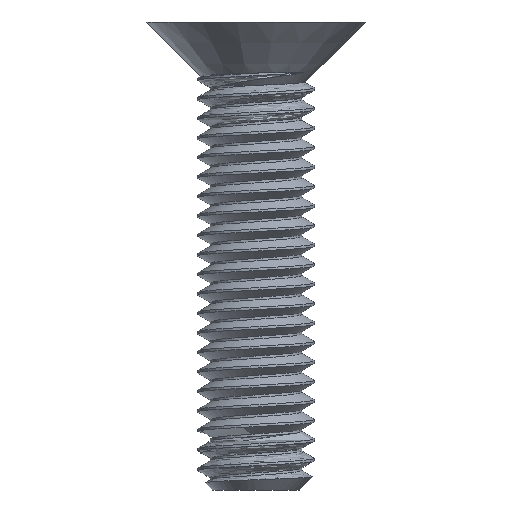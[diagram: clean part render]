
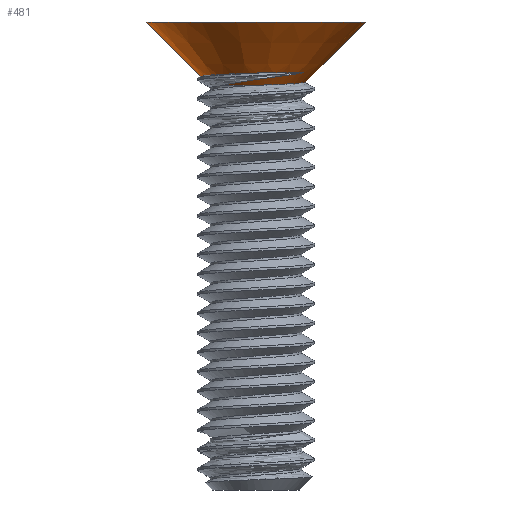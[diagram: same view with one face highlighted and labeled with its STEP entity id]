
A CAD part, left-side view. The second image highlights one B-rep face of the part: STEP entity #481.
In plain terms, the highlighted conical face has half-angle 45 degrees and reference radius 1.5 mm.
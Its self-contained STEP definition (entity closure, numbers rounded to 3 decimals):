
#141 = CARTESIAN_POINT ( 'NONE',  ( -1.126, -0.917, 0.3 ) ) ;
#167 = CARTESIAN_POINT ( 'NONE',  ( -1.043, -0.62, 0.052 ) ) ;
#171 = CARTESIAN_POINT ( 'NONE',  ( -1.155, 0.479, 0.097 ) ) ;
#198 = CARTESIAN_POINT ( 'NONE',  ( 0., 2.8, 1.65 ) ) ;
#200 = B_SPLINE_CURVE_WITH_KNOTS ( 'NONE', 3,
 ( #1764, #3353, #995, #167, #1400, #1014, #1368, #1419, #1752, #4525 ),
 .UNSPECIFIED., .F., .F.,
 ( 4, 2, 2, 2, 4 ),
 ( 0., 0., 0.001, 0.001, 0.002 ),
 .UNSPECIFIED. ) ;
#268 = VERTEX_POINT ( 'NONE', #2753 ) ;
#364 = EDGE_CURVE ( 'NONE', #2356, #4820, #4808, .T. ) ;
#400 = CARTESIAN_POINT ( 'NONE',  ( -1.351, 0.592, 0.321 ) ) ;
#481 = ADVANCED_FACE ( 'NONE', ( #3981 ), #2914, .T. ) ;
#485 = CARTESIAN_POINT ( 'NONE',  ( 0., 1.5, 0.35 ) ) ;
#594 = CARTESIAN_POINT ( 'NONE',  ( -0.906, 0.779, 0.041 ) ) ;
#639 = B_SPLINE_CURVE_WITH_KNOTS ( 'NONE', 3,
 ( #4302, #5067, #4650, #2319, #2712, #2675 ),
 .UNSPECIFIED., .F., .F.,
 ( 4, 2, 4 ),
 ( 0., 0., 0.001 ),
 .UNSPECIFIED. ) ;
#645 = DIRECTION ( 'NONE',  ( 0., -1., 0. ) ) ;
#671 = CARTESIAN_POINT ( 'NONE',  ( -1.175, -0.003, 0.025 ) ) ;
#725 = CARTESIAN_POINT ( 'NONE',  ( -0.208, 1.408, 0.27 ) ) ;
#754 = CIRCLE ( 'NONE', #1462, 2.8 ) ;
#796 = CARTESIAN_POINT ( 'NONE',  ( -1.393, 0.495, 0.324 ) ) ;
#995 = CARTESIAN_POINT ( 'NONE',  ( -1.156, -0.323, 0.039 ) ) ;
#1014 = CARTESIAN_POINT ( 'NONE',  ( -0.738, -0.987, 0.072 ) ) ;
#1069 = DIRECTION ( 'NONE',  ( 0., 0., -1. ) ) ;
#1130 = CARTESIAN_POINT ( 'NONE',  ( -0.515, 1.339, 0.281 ) ) ;
#1255 = DIRECTION ( 'NONE',  ( 0., -1., 0. ) ) ;
#1305 = EDGE_LOOP ( 'NONE', ( #1880, #2006, #5153, #2045, #3552, #2413, #3230, #2161 ) ) ;
#1337 = CARTESIAN_POINT ( 'NONE',  ( -1.013, -1.076, 0.325 ) ) ;
#1353 = CARTESIAN_POINT ( 'NONE',  ( -1.288, -0.561, 0.252 ) ) ;
#1368 = CARTESIAN_POINT ( 'NONE',  ( -0.605, -1.081, 0.079 ) ) ;
#1386 = CARTESIAN_POINT ( 'NONE',  ( -1.101, 0.563, 0.083 ) ) ;
#1400 = CARTESIAN_POINT ( 'NONE',  ( -0.955, -0.757, 0.058 ) ) ;
#1419 = CARTESIAN_POINT ( 'NONE',  ( -0.317, -1.211, 0.092 ) ) ;
#1421 = EDGE_CURVE ( 'NONE', #3686, #268, #200, .T. ) ;
#1462 = AXIS2_PLACEMENT_3D ( 'NONE', #1835, #2611, #645 ) ;
#1480 = CARTESIAN_POINT ( 'NONE',  ( 0., -2.8, 1.65 ) ) ;
#1595 = CARTESIAN_POINT ( 'NONE',  ( -0.876, -1.218, 0.35 ) ) ;
#1746 = VERTEX_POINT ( 'NONE', #5096 ) ;
#1752 = CARTESIAN_POINT ( 'NONE',  ( -0.158, -1.249, 0.099 ) ) ;
#1764 = CARTESIAN_POINT ( 'NONE',  ( -1.175, -0.003, 0.025 ) ) ;
#1766 = CARTESIAN_POINT ( 'NONE',  ( -0.876, -1.218, 0.35 ) ) ;
#1782 = CARTESIAN_POINT ( 'NONE',  ( -1.176, -0.831, 0.287 ) ) ;
#1807 = CARTESIAN_POINT ( 'NONE',  ( 0., -1.5, 0.35 ) ) ;
#1835 = CARTESIAN_POINT ( 'NONE',  ( 0., 0., 1.65 ) ) ;
#1880 = ORIENTED_EDGE ( 'NONE', *, *, #364, .F. ) ;
#1917 = CARTESIAN_POINT ( 'NONE',  ( 0., 1.413, 0.263 ) ) ;
#2006 = ORIENTED_EDGE ( 'NONE', *, *, #2436, .T. ) ;
#2037 = VECTOR ( 'NONE', #2477, 1000. ) ;
#2045 = ORIENTED_EDGE ( 'NONE', *, *, #3568, .T. ) ;
#2161 = ORIENTED_EDGE ( 'NONE', *, *, #4383, .F. ) ;
#2168 = CARTESIAN_POINT ( 'NONE',  ( -1.338, -0.27, 0.212 ) ) ;
#2319 = CARTESIAN_POINT ( 'NONE',  ( -1.145, 0.308, 0.025 ) ) ;
#2349 = CARTESIAN_POINT ( 'NONE',  ( -1.248, 0.773, 0.314 ) ) ;
#2356 = VERTEX_POINT ( 'NONE', #1917 ) ;
#2413 = ORIENTED_EDGE ( 'NONE', *, *, #1421, .T. ) ;
#2436 = EDGE_CURVE ( 'NONE', #2356, #1746, #2606, .T. ) ;
#2477 = DIRECTION ( 'NONE',  ( 0., 0.707, 0.707 ) ) ;
#2550 = LINE ( 'NONE', #1807, #4660 ) ;
#2564 = CARTESIAN_POINT ( 'NONE',  ( -0.948, -1.15, 0.337 ) ) ;
#2606 = B_SPLINE_CURVE_WITH_KNOTS ( 'NONE', 3,
 ( #3868, #3093, #725, #3492, #1130, #3889, #4294, #4703, #2349, #400, #796, #3528, #4349, #3945 ),
 .UNSPECIFIED., .F., .F.,
 ( 4, 2, 2, 2, 2, 2, 4 ),
 ( 0.006, 0.006, 0.007, 0.007, 0.008, 0.008, 0.009 ),
 .UNSPECIFIED. ) ;
#2611 = DIRECTION ( 'NONE',  ( 0., 0., 1. ) ) ;
#2675 = CARTESIAN_POINT ( 'NONE',  ( -1.175, -0.003, 0.025 ) ) ;
#2712 = CARTESIAN_POINT ( 'NONE',  ( -1.176, 0.153, 0.025 ) ) ;
#2753 = CARTESIAN_POINT ( 'NONE',  ( 0., -1.254, 0.104 ) ) ;
#2854 = DIRECTION ( 'NONE',  ( 0., 0., 1. ) ) ;
#2902 = EDGE_CURVE ( 'NONE', #4508, #3686, #639, .T. ) ;
#2912 = CARTESIAN_POINT ( 'NONE',  ( -1.257, -0.653, 0.263 ) ) ;
#2914 = CONICAL_SURFACE ( 'NONE', #4918, 1.5, 0.785 ) ;
#3093 = CARTESIAN_POINT ( 'NONE',  ( -0.105, 1.416, 0.266 ) ) ;
#3230 = ORIENTED_EDGE ( 'NONE', *, *, #4825, .T. ) ;
#3353 = CARTESIAN_POINT ( 'NONE',  ( -1.182, -0.164, 0.032 ) ) ;
#3356 = CARTESIAN_POINT ( 'NONE',  ( -0.977, 0.712, 0.056 ) ) ;
#3391 = DIRECTION ( 'NONE',  ( 0., 1., 0. ) ) ;
#3400 = CIRCLE ( 'NONE', #4638, 1.5 ) ;
#3492 = CARTESIAN_POINT ( 'NONE',  ( -0.414, 1.37, 0.277 ) ) ;
#3528 = CARTESIAN_POINT ( 'NONE',  ( -1.487, 0.195, 0.335 ) ) ;
#3552 = ORIENTED_EDGE ( 'NONE', *, *, #2902, .T. ) ;
#3568 = EDGE_CURVE ( 'NONE', #4581, #4508, #3855, .T. ) ;
#3614 = CARTESIAN_POINT ( 'NONE',  ( 0., 0., 0.35 ) ) ;
#3638 = EDGE_CURVE ( 'NONE', #4581, #1746, #3400, .T. ) ;
#3686 = VERTEX_POINT ( 'NONE', #671 ) ;
#3736 = CARTESIAN_POINT ( 'NONE',  ( -1.329, -0.37, 0.226 ) ) ;
#3855 = B_SPLINE_CURVE_WITH_KNOTS ( 'NONE', 3,
 ( #1766, #2564, #1337, #141, #1782, #2912, #1353, #3736, #2168, #4091, #4941, #171, #1386, #3356, #594, #4898 ),
 .UNSPECIFIED., .F., .F.,
 ( 4, 2, 2, 2, 2, 2, 2, 4 ),
 ( 0., 0., 0.001, 0.001, 0.001, 0.002, 0.002, 0.002 ),
 .UNSPECIFIED. ) ;
#3868 = CARTESIAN_POINT ( 'NONE',  ( 0., 1.413, 0.263 ) ) ;
#3889 = CARTESIAN_POINT ( 'NONE',  ( -0.802, 1.217, 0.292 ) ) ;
#3945 = CARTESIAN_POINT ( 'NONE',  ( -1.483, -0.225, 0.35 ) ) ;
#3981 = FACE_OUTER_BOUND ( 'NONE', #1305, .T. ) ;
#4091 = CARTESIAN_POINT ( 'NONE',  ( -1.334, 0.021, 0.17 ) ) ;
#4171 = DIRECTION ( 'NONE',  ( 0., -0.707, 0.707 ) ) ;
#4294 = CARTESIAN_POINT ( 'NONE',  ( -0.977, 1.092, 0.3 ) ) ;
#4302 = CARTESIAN_POINT ( 'NONE',  ( -0.826, 0.836, 0.025 ) ) ;
#4342 = CARTESIAN_POINT ( 'NONE',  ( -0.826, 0.836, 0.025 ) ) ;
#4349 = CARTESIAN_POINT ( 'NONE',  ( -1.507, -0.016, 0.343 ) ) ;
#4383 = EDGE_CURVE ( 'NONE', #4820, #4426, #754, .T. ) ;
#4426 = VERTEX_POINT ( 'NONE', #1480 ) ;
#4508 = VERTEX_POINT ( 'NONE', #4342 ) ;
#4525 = CARTESIAN_POINT ( 'NONE',  ( 0., -1.254, 0.104 ) ) ;
#4581 = VERTEX_POINT ( 'NONE', #1595 ) ;
#4638 = AXIS2_PLACEMENT_3D ( 'NONE', #4640, #1069, #3391 ) ;
#4640 = CARTESIAN_POINT ( 'NONE',  ( 0., 0., 0.35 ) ) ;
#4650 = CARTESIAN_POINT ( 'NONE',  ( -1.025, 0.595, 0.025 ) ) ;
#4660 = VECTOR ( 'NONE', #4171, 1000. ) ;
#4703 = CARTESIAN_POINT ( 'NONE',  ( -1.186, 0.859, 0.311 ) ) ;
#4808 = LINE ( 'NONE', #485, #2037 ) ;
#4820 = VERTEX_POINT ( 'NONE', #198 ) ;
#4825 = EDGE_CURVE ( 'NONE', #268, #4426, #2550, .T. ) ;
#4898 = CARTESIAN_POINT ( 'NONE',  ( -0.826, 0.836, 0.025 ) ) ;
#4918 = AXIS2_PLACEMENT_3D ( 'NONE', #3614, #2854, #1255 ) ;
#4941 = CARTESIAN_POINT ( 'NONE',  ( -1.286, 0.217, 0.14 ) ) ;
#5067 = CARTESIAN_POINT ( 'NONE',  ( -0.937, 0.727, 0.025 ) ) ;
#5096 = CARTESIAN_POINT ( 'NONE',  ( -1.483, -0.225, 0.35 ) ) ;
#5153 = ORIENTED_EDGE ( 'NONE', *, *, #3638, .F. ) ;
